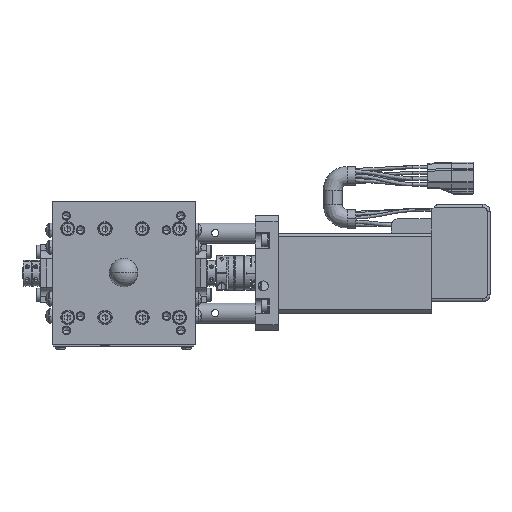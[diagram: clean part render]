
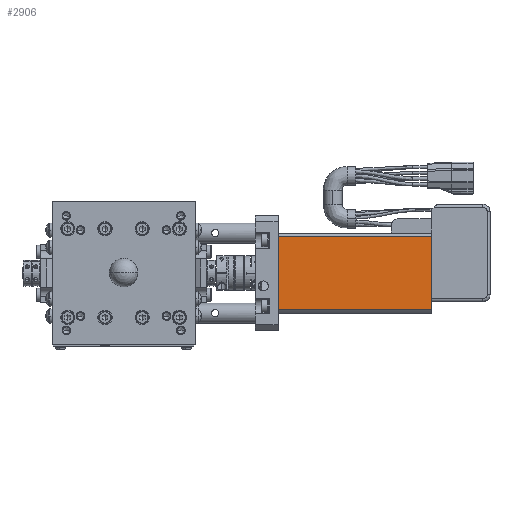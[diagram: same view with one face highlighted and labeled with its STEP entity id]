
A CAD part, top view. The second image highlights one B-rep face of the part: STEP entity #2906.
In plain terms, the highlighted planar face has unit normal (0, 0, 1).
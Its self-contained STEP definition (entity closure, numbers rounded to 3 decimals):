
#2906=ADVANCED_FACE('',(#29485),#29484,.F.);
#29484=PLANE('',#48752);
#29485=FACE_OUTER_BOUND('',#48753,.T.);
#48749=CARTESIAN_POINT('',(48.65,-15.414,22.));
#48750=DIRECTION('',(0.,0.,-1.));
#48751=DIRECTION('',(0.,1.,0.));
#48752=AXIS2_PLACEMENT_3D('',#48749,#48750,#48751);
#48753=EDGE_LOOP('',(#62599,#62600,#62601,#62602));
#62599=ORIENTED_EDGE('',*,*,#69519,.F.);
#62600=ORIENTED_EDGE('',*,*,#69487,.T.);
#62601=ORIENTED_EDGE('',*,*,#69520,.F.);
#62602=ORIENTED_EDGE('',*,*,#69521,.F.);
#69487=EDGE_CURVE('',#111984,#111977,#111985,.T.);
#69519=EDGE_CURVE('',#111984,#112205,#112206,.T.);
#69520=EDGE_CURVE('',#112212,#111977,#112213,.T.);
#69521=EDGE_CURVE('',#112205,#112212,#112219,.T.);
#111977=VERTEX_POINT('',#141154);
#111984=VERTEX_POINT('',#141159);
#111985=LINE('',#141160,#141161);
#112205=VERTEX_POINT('',#141332);
#112206=LINE('',#141333,#141334);
#112212=VERTEX_POINT('',#141336);
#112213=LINE('',#141337,#141338);
#112219=LINE('',#141340,#141341);
#141154=CARTESIAN_POINT('',(54.,-12.845,22.));
#141159=CARTESIAN_POINT('',(54.,12.845,22.));
#141160=CARTESIAN_POINT('',(54.,12.845,22.));
#141161=VECTOR('',#141162,25.69);
#141162=DIRECTION('',(0.,-1.,0.));
#141332=CARTESIAN_POINT('',(107.5,12.845,22.));
#141333=CARTESIAN_POINT('',(54.,12.845,22.));
#141334=VECTOR('',#141335,53.5);
#141335=DIRECTION('',(1.,0.,0.));
#141336=CARTESIAN_POINT('',(107.5,-12.845,22.));
#141337=CARTESIAN_POINT('',(107.5,-12.845,22.));
#141338=VECTOR('',#141339,53.5);
#141339=DIRECTION('',(-1.,0.,0.));
#141340=CARTESIAN_POINT('',(107.5,12.845,22.));
#141341=VECTOR('',#141342,25.69);
#141342=DIRECTION('',(0.,-1.,0.));
